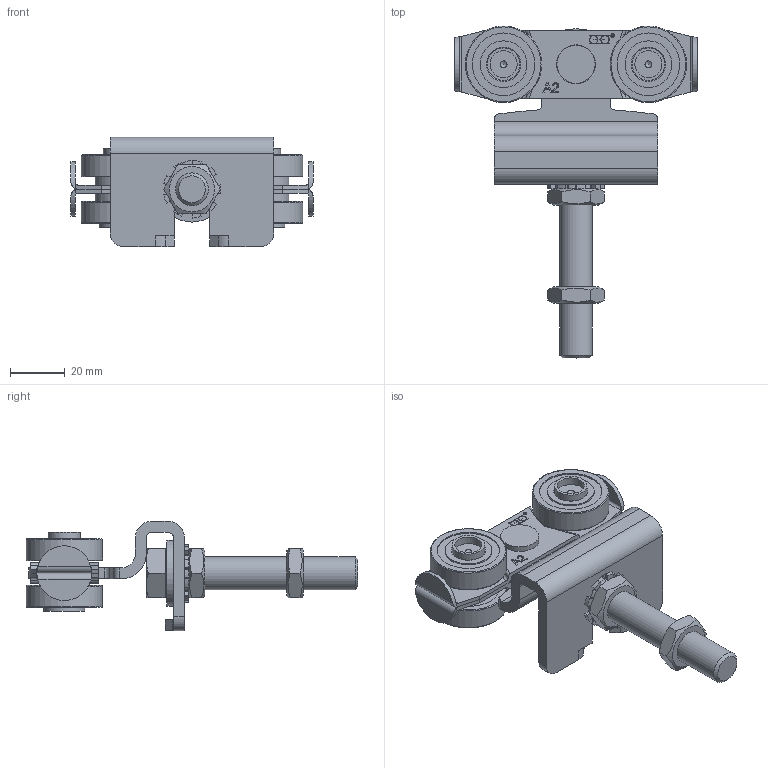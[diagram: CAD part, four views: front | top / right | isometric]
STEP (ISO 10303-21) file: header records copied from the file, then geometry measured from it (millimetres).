
FILE_DESCRIPTION(/* description */ (''),/* implementation_level */ '2;1');
FILE_NAME(/* name */ '9232XSA2.stp',/* time_stamp */ '2019-08-23T08:58:04+02:00',/* author */ ('Marc'),/* organization */ (''),/* preprocessor_version */ 'ST-DEVELOPER v17.2',/* originating_system */ 'Autodesk Inventor 2019',/* authorisation */ '');
FILE_SCHEMA (('AUTOMOTIVE_DESIGN { 1 0 10303 214 3 1 1 }'));
Length unit declared in the file: millimetre
Products named in the file (11): 9232XS; 16562; 16357; 16350; 16939; 19102; 09136; 04017; 09049; 09121; 06043
Assembly tree (19 placements, depth 2):
  9232XS
    16562  x2
    16357
    16350
    09136  x4
    16939  x2
    19102  x4
    04017
    09049
    09121
    06043  x2
Bounding box: 88.6 x 121.5 x 40 mm (x, y, z)
Volume: 58429.5 mm3; surface area: 48257 mm2
Topology: 19 solids, 23 shells, 709 faces, 2072 edges, 1402 vertices
Faces by surface type: plane 368, cylinder 198, torus 72, sphere 32, bspline 22, cone 17
Full cylindrical faces by diameter (mm): 1.151 x2, 1.25 x2, 9.9 x2, 10.106 x2, 11.9 x2, 12 x5, 12.5 x5, 13.3 x1, 14 x1, 14.2 x3, 15 x2, 16 x1, 16.63 x1, 17.12 x16, 18 x4, 22.88 x16, 24 x1, 28 x4
Entity records: 14333 total; most frequent: CARTESIAN_POINT 3295, ORIENTED_EDGE 2228, DIRECTION 2205, EDGE_CURVE 1114, AXIS2_PLACEMENT_3D 773, VERTEX_POINT 753, LINE 659, VECTOR 659
